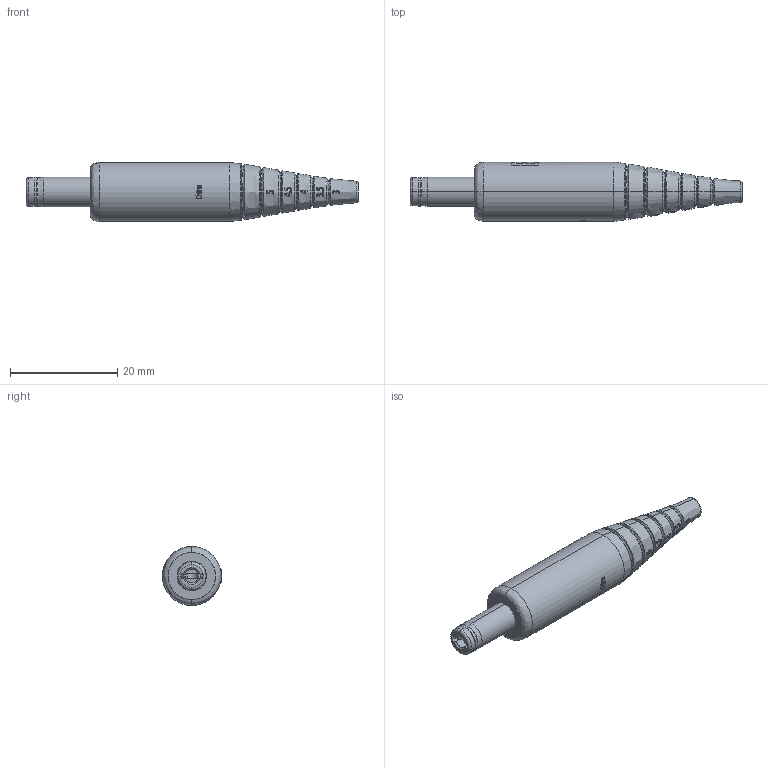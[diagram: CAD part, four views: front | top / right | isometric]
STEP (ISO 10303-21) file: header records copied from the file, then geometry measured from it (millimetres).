
FILE_DESCRIPTION (( 'STEP AP203' ), '1' );
FILE_NAME ('55-00050_revA5.STEP', '2018-02-19T20:46:23', ( '' ), ( '' ), 'SwSTEP 2.0', 'SolidWorks 2015', '' );
FILE_SCHEMA (( 'CONFIG_CONTROL_DESIGN' ));
Length unit declared in the file: millimetre
Products named in the file (4): 50-00590; 55-00050_revA5; 56-00002_03_DeepNotch + PlugDraft; 56-00003
Assembly tree (3 placements, depth 2):
  55-00050_revA5
    50-00590
    56-00002_03_DeepNotch + PlugDraft
    56-00003
Bounding box: 62 x 11.1 x 11 mm (x, y, z)
Volume: 2855.5 mm3; surface area: 6206 mm2
Topology: 22 solids, 22 shells, 582 faces, 1462 edges, 930 vertices
Faces by surface type: plane 213, bspline 178, cylinder 106, cone 55, torus 30
Entity records: 23573 total; most frequent: CARTESIAN_POINT 10520, ORIENTED_EDGE 2924, DIRECTION 2221, EDGE_CURVE 1462, VERTEX_POINT 930, AXIS2_PLACEMENT_3D 837, EDGE_LOOP 610, ADVANCED_FACE 582
